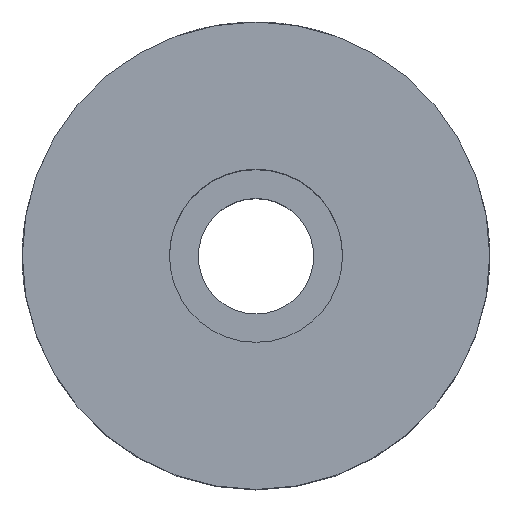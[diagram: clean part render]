
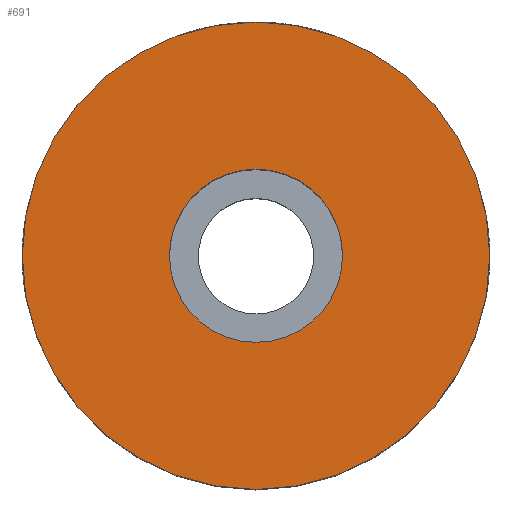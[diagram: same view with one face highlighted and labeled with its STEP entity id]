
A CAD part, top view. The second image highlights one B-rep face of the part: STEP entity #691.
In plain terms, the highlighted planar face has unit normal (0, 0, 1).
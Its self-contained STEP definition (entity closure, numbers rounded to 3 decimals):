
#4 = CARTESIAN_POINT ( 'NONE',  ( 4.05, 0., 7.15 ) ) ;
#39 = CARTESIAN_POINT ( 'NONE',  ( 0., 0., 7.15 ) ) ;
#45 = CARTESIAN_POINT ( 'NONE',  ( 0., 0., 7.15 ) ) ;
#66 = DIRECTION ( 'NONE',  ( 0., 0., 1. ) ) ;
#96 = DIRECTION ( 'NONE',  ( 1., 0., 0. ) ) ;
#110 = AXIS2_PLACEMENT_3D ( 'NONE', #45, #672, #96 ) ;
#113 = PLANE ( 'NONE',  #336 ) ;
#123 = CARTESIAN_POINT ( 'NONE',  ( -4.05, 0., 7.15 ) ) ;
#126 = FACE_BOUND ( 'NONE', #209, .T. ) ;
#145 = EDGE_CURVE ( 'NONE', #738, #260, #540, .T. ) ;
#162 = EDGE_CURVE ( 'NONE', #681, #695, #228, .T. ) ;
#183 = DIRECTION ( 'NONE',  ( 1., 0., 0. ) ) ;
#209 = EDGE_LOOP ( 'NONE', ( #718, #287 ) ) ;
#214 = CARTESIAN_POINT ( 'NONE',  ( -1.5, 0., 7.15 ) ) ;
#228 = CIRCLE ( 'NONE', #693, 4.05 ) ;
#237 = DIRECTION ( 'NONE',  ( 0., 0., 1. ) ) ;
#260 = VERTEX_POINT ( 'NONE', #214 ) ;
#270 = EDGE_LOOP ( 'NONE', ( #530, #663 ) ) ;
#287 = ORIENTED_EDGE ( 'NONE', *, *, #145, .F. ) ;
#288 = DIRECTION ( 'NONE',  ( 1., 0., 0. ) ) ;
#335 = DIRECTION ( 'NONE',  ( 0., 0., 1. ) ) ;
#336 = AXIS2_PLACEMENT_3D ( 'NONE', #455, #237, #590 ) ;
#384 = AXIS2_PLACEMENT_3D ( 'NONE', #39, #335, #434 ) ;
#392 = CARTESIAN_POINT ( 'NONE',  ( 0., 0., 7.15 ) ) ;
#401 = CARTESIAN_POINT ( 'NONE',  ( 0., 0., 7.15 ) ) ;
#434 = DIRECTION ( 'NONE',  ( 1., 0., 0. ) ) ;
#443 = CIRCLE ( 'NONE', #490, 1.5 ) ;
#455 = CARTESIAN_POINT ( 'NONE',  ( 0., 0., 7.15 ) ) ;
#490 = AXIS2_PLACEMENT_3D ( 'NONE', #401, #66, #183 ) ;
#530 = ORIENTED_EDGE ( 'NONE', *, *, #162, .T. ) ;
#535 = CARTESIAN_POINT ( 'NONE',  ( 1.5, 0., 7.15 ) ) ;
#540 = CIRCLE ( 'NONE', #384, 1.5 ) ;
#590 = DIRECTION ( 'NONE',  ( 1., 0., 0. ) ) ;
#610 = EDGE_CURVE ( 'NONE', #695, #681, #662, .T. ) ;
#624 = FACE_OUTER_BOUND ( 'NONE', #270, .T. ) ;
#630 = DIRECTION ( 'NONE',  ( 0., 0., 1. ) ) ;
#640 = EDGE_CURVE ( 'NONE', #260, #738, #443, .T. ) ;
#662 = CIRCLE ( 'NONE', #110, 4.05 ) ;
#663 = ORIENTED_EDGE ( 'NONE', *, *, #610, .T. ) ;
#672 = DIRECTION ( 'NONE',  ( 0., 0., 1. ) ) ;
#681 = VERTEX_POINT ( 'NONE', #123 ) ;
#691 = ADVANCED_FACE ( 'NONE', ( #624, #126 ), #113, .T. ) ;
#693 = AXIS2_PLACEMENT_3D ( 'NONE', #392, #630, #288 ) ;
#695 = VERTEX_POINT ( 'NONE', #4 ) ;
#718 = ORIENTED_EDGE ( 'NONE', *, *, #640, .F. ) ;
#738 = VERTEX_POINT ( 'NONE', #535 ) ;
